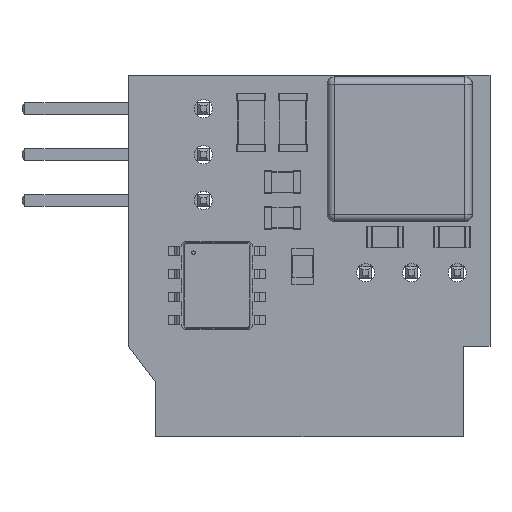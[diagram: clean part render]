
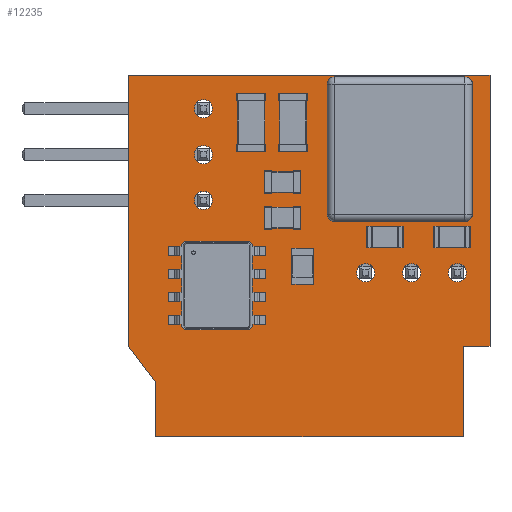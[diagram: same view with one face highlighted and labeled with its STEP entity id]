
A CAD part, top view. The second image highlights one B-rep face of the part: STEP entity #12235.
In plain terms, the highlighted planar face has unit normal (0, 0, 1).
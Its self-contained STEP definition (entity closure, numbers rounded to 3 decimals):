
#11937 = VERTEX_POINT('',#11938);
#11938 = CARTESIAN_POINT('',(45.,-40.,1.606));
#11944 = EDGE_CURVE('',#11937,#11945,#11947,.T.);
#11945 = VERTEX_POINT('',#11946);
#11946 = CARTESIAN_POINT('',(43.515,-40.,1.606));
#11947 = LINE('',#11948,#11949);
#11948 = CARTESIAN_POINT('',(45.,-40.,1.606));
#11949 = VECTOR('',#11950,1.);
#11950 = DIRECTION('',(-1.,0.,0.));
#11977 = VERTEX_POINT('',#11978);
#11978 = CARTESIAN_POINT('',(45.,-25.,1.606));
#11984 = EDGE_CURVE('',#11977,#11937,#11985,.T.);
#11985 = LINE('',#11986,#11987);
#11986 = CARTESIAN_POINT('',(45.,-25.,1.606));
#11987 = VECTOR('',#11988,1.);
#11988 = DIRECTION('',(0.,-1.,0.));
#12006 = EDGE_CURVE('',#11945,#12007,#12009,.T.);
#12007 = VERTEX_POINT('',#12008);
#12008 = CARTESIAN_POINT('',(43.515,-45.,1.606));
#12009 = LINE('',#12010,#12011);
#12010 = CARTESIAN_POINT('',(43.515,-40.,1.606));
#12011 = VECTOR('',#12012,1.);
#12012 = DIRECTION('',(0.,-1.,0.));
#12235 = ADVANCED_FACE('',(#12236,#12279,#12290,#12301,#12312,#12323,
    #12334,#12345,#12356,#12367,#12378,#12389,#12400,#12411,#12422),
  #12433,.F.);
#12236 = FACE_BOUND('',#12237,.F.);
#12237 = EDGE_LOOP('',(#12238,#12239,#12240,#12248,#12256,#12264,#12272,
    #12278));
#12238 = ORIENTED_EDGE('',*,*,#11944,.T.);
#12239 = ORIENTED_EDGE('',*,*,#12006,.T.);
#12240 = ORIENTED_EDGE('',*,*,#12241,.T.);
#12241 = EDGE_CURVE('',#12007,#12242,#12244,.T.);
#12242 = VERTEX_POINT('',#12243);
#12243 = CARTESIAN_POINT('',(26.515,-45.,1.606));
#12244 = LINE('',#12245,#12246);
#12245 = CARTESIAN_POINT('',(43.515,-45.,1.606));
#12246 = VECTOR('',#12247,1.);
#12247 = DIRECTION('',(-1.,0.,0.));
#12248 = ORIENTED_EDGE('',*,*,#12249,.T.);
#12249 = EDGE_CURVE('',#12242,#12250,#12252,.T.);
#12250 = VERTEX_POINT('',#12251);
#12251 = CARTESIAN_POINT('',(26.515,-42.,1.606));
#12252 = LINE('',#12253,#12254);
#12253 = CARTESIAN_POINT('',(26.515,-45.,1.606));
#12254 = VECTOR('',#12255,1.);
#12255 = DIRECTION('',(0.,1.,0.));
#12256 = ORIENTED_EDGE('',*,*,#12257,.T.);
#12257 = EDGE_CURVE('',#12250,#12258,#12260,.T.);
#12258 = VERTEX_POINT('',#12259);
#12259 = CARTESIAN_POINT('',(25.,-40.,1.606));
#12260 = LINE('',#12261,#12262);
#12261 = CARTESIAN_POINT('',(26.515,-42.,1.606));
#12262 = VECTOR('',#12263,1.);
#12263 = DIRECTION('',(-0.604,0.797,0.));
#12264 = ORIENTED_EDGE('',*,*,#12265,.T.);
#12265 = EDGE_CURVE('',#12258,#12266,#12268,.T.);
#12266 = VERTEX_POINT('',#12267);
#12267 = CARTESIAN_POINT('',(25.,-25.,1.606));
#12268 = LINE('',#12269,#12270);
#12269 = CARTESIAN_POINT('',(25.,-40.,1.606));
#12270 = VECTOR('',#12271,1.);
#12271 = DIRECTION('',(0.,1.,0.));
#12272 = ORIENTED_EDGE('',*,*,#12273,.T.);
#12273 = EDGE_CURVE('',#12266,#11977,#12274,.T.);
#12274 = LINE('',#12275,#12276);
#12275 = CARTESIAN_POINT('',(25.,-25.,1.606));
#12276 = VECTOR('',#12277,1.);
#12277 = DIRECTION('',(1.,0.,0.));
#12278 = ORIENTED_EDGE('',*,*,#11984,.T.);
#12279 = FACE_BOUND('',#12280,.F.);
#12280 = EDGE_LOOP('',(#12281));
#12281 = ORIENTED_EDGE('',*,*,#12282,.F.);
#12282 = EDGE_CURVE('',#12283,#12283,#12285,.T.);
#12283 = VERTEX_POINT('',#12284);
#12284 = CARTESIAN_POINT('',(43.2,-36.43,1.606));
#12285 = CIRCLE('',#12286,0.5);
#12286 = AXIS2_PLACEMENT_3D('',#12287,#12288,#12289);
#12287 = CARTESIAN_POINT('',(43.2,-35.93,1.606));
#12288 = DIRECTION('',(-0.,0.,-1.));
#12289 = DIRECTION('',(-0.,-1.,0.));
#12290 = FACE_BOUND('',#12291,.F.);
#12291 = EDGE_LOOP('',(#12292));
#12292 = ORIENTED_EDGE('',*,*,#12293,.F.);
#12293 = EDGE_CURVE('',#12294,#12294,#12296,.T.);
#12294 = VERTEX_POINT('',#12295);
#12295 = CARTESIAN_POINT('',(40.66,-36.43,1.606));
#12296 = CIRCLE('',#12297,0.5);
#12297 = AXIS2_PLACEMENT_3D('',#12298,#12299,#12300);
#12298 = CARTESIAN_POINT('',(40.66,-35.93,1.606));
#12299 = DIRECTION('',(-0.,0.,-1.));
#12300 = DIRECTION('',(-0.,-1.,0.));
#12301 = FACE_BOUND('',#12302,.F.);
#12302 = EDGE_LOOP('',(#12303));
#12303 = ORIENTED_EDGE('',*,*,#12304,.F.);
#12304 = EDGE_CURVE('',#12305,#12305,#12307,.T.);
#12305 = VERTEX_POINT('',#12306);
#12306 = CARTESIAN_POINT('',(38.12,-36.43,1.606));
#12307 = CIRCLE('',#12308,0.5);
#12308 = AXIS2_PLACEMENT_3D('',#12309,#12310,#12311);
#12309 = CARTESIAN_POINT('',(38.12,-35.93,1.606));
#12310 = DIRECTION('',(-0.,0.,-1.));
#12311 = DIRECTION('',(-0.,-1.,0.));
#12312 = FACE_BOUND('',#12313,.F.);
#12313 = EDGE_LOOP('',(#12314));
#12314 = ORIENTED_EDGE('',*,*,#12315,.F.);
#12315 = EDGE_CURVE('',#12316,#12316,#12318,.T.);
#12316 = VERTEX_POINT('',#12317);
#12317 = CARTESIAN_POINT('',(30.5,-38.58,1.606));
#12318 = CIRCLE('',#12319,0.15);
#12319 = AXIS2_PLACEMENT_3D('',#12320,#12321,#12322);
#12320 = CARTESIAN_POINT('',(30.5,-38.43,1.606));
#12321 = DIRECTION('',(-0.,0.,-1.));
#12322 = DIRECTION('',(-0.,-1.,0.));
#12323 = FACE_BOUND('',#12324,.F.);
#12324 = EDGE_LOOP('',(#12325));
#12325 = ORIENTED_EDGE('',*,*,#12326,.F.);
#12326 = EDGE_CURVE('',#12327,#12327,#12329,.T.);
#12327 = VERTEX_POINT('',#12328);
#12328 = CARTESIAN_POINT('',(29.3,-38.58,1.606));
#12329 = CIRCLE('',#12330,0.15);
#12330 = AXIS2_PLACEMENT_3D('',#12331,#12332,#12333);
#12331 = CARTESIAN_POINT('',(29.3,-38.43,1.606));
#12332 = DIRECTION('',(-0.,0.,-1.));
#12333 = DIRECTION('',(0.,-1.,-0.));
#12334 = FACE_BOUND('',#12335,.F.);
#12335 = EDGE_LOOP('',(#12336));
#12336 = ORIENTED_EDGE('',*,*,#12337,.F.);
#12337 = EDGE_CURVE('',#12338,#12338,#12340,.T.);
#12338 = VERTEX_POINT('',#12339);
#12339 = CARTESIAN_POINT('',(30.5,-37.48,1.606));
#12340 = CIRCLE('',#12341,0.15);
#12341 = AXIS2_PLACEMENT_3D('',#12342,#12343,#12344);
#12342 = CARTESIAN_POINT('',(30.5,-37.33,1.606));
#12343 = DIRECTION('',(-0.,0.,-1.));
#12344 = DIRECTION('',(-0.,-1.,0.));
#12345 = FACE_BOUND('',#12346,.F.);
#12346 = EDGE_LOOP('',(#12347));
#12347 = ORIENTED_EDGE('',*,*,#12348,.F.);
#12348 = EDGE_CURVE('',#12349,#12349,#12351,.T.);
#12349 = VERTEX_POINT('',#12350);
#12350 = CARTESIAN_POINT('',(29.3,-37.48,1.606));
#12351 = CIRCLE('',#12352,0.15);
#12352 = AXIS2_PLACEMENT_3D('',#12353,#12354,#12355);
#12353 = CARTESIAN_POINT('',(29.3,-37.33,1.606));
#12354 = DIRECTION('',(-0.,0.,-1.));
#12355 = DIRECTION('',(0.,-1.,-0.));
#12356 = FACE_BOUND('',#12357,.F.);
#12357 = EDGE_LOOP('',(#12358));
#12358 = ORIENTED_EDGE('',*,*,#12359,.F.);
#12359 = EDGE_CURVE('',#12360,#12360,#12362,.T.);
#12360 = VERTEX_POINT('',#12361);
#12361 = CARTESIAN_POINT('',(30.5,-36.18,1.606));
#12362 = CIRCLE('',#12363,0.15);
#12363 = AXIS2_PLACEMENT_3D('',#12364,#12365,#12366);
#12364 = CARTESIAN_POINT('',(30.5,-36.03,1.606));
#12365 = DIRECTION('',(-0.,0.,-1.));
#12366 = DIRECTION('',(-0.,-1.,0.));
#12367 = FACE_BOUND('',#12368,.F.);
#12368 = EDGE_LOOP('',(#12369));
#12369 = ORIENTED_EDGE('',*,*,#12370,.F.);
#12370 = EDGE_CURVE('',#12371,#12371,#12373,.T.);
#12371 = VERTEX_POINT('',#12372);
#12372 = CARTESIAN_POINT('',(29.3,-36.18,1.606));
#12373 = CIRCLE('',#12374,0.15);
#12374 = AXIS2_PLACEMENT_3D('',#12375,#12376,#12377);
#12375 = CARTESIAN_POINT('',(29.3,-36.03,1.606));
#12376 = DIRECTION('',(-0.,0.,-1.));
#12377 = DIRECTION('',(0.,-1.,-0.));
#12378 = FACE_BOUND('',#12379,.F.);
#12379 = EDGE_LOOP('',(#12380));
#12380 = ORIENTED_EDGE('',*,*,#12381,.F.);
#12381 = EDGE_CURVE('',#12382,#12382,#12384,.T.);
#12382 = VERTEX_POINT('',#12383);
#12383 = CARTESIAN_POINT('',(30.5,-34.98,1.606));
#12384 = CIRCLE('',#12385,0.15);
#12385 = AXIS2_PLACEMENT_3D('',#12386,#12387,#12388);
#12386 = CARTESIAN_POINT('',(30.5,-34.83,1.606));
#12387 = DIRECTION('',(-0.,0.,-1.));
#12388 = DIRECTION('',(-0.,-1.,0.));
#12389 = FACE_BOUND('',#12390,.F.);
#12390 = EDGE_LOOP('',(#12391));
#12391 = ORIENTED_EDGE('',*,*,#12392,.F.);
#12392 = EDGE_CURVE('',#12393,#12393,#12395,.T.);
#12393 = VERTEX_POINT('',#12394);
#12394 = CARTESIAN_POINT('',(29.3,-34.98,1.606));
#12395 = CIRCLE('',#12396,0.15);
#12396 = AXIS2_PLACEMENT_3D('',#12397,#12398,#12399);
#12397 = CARTESIAN_POINT('',(29.3,-34.83,1.606));
#12398 = DIRECTION('',(-0.,0.,-1.));
#12399 = DIRECTION('',(0.,-1.,-0.));
#12400 = FACE_BOUND('',#12401,.F.);
#12401 = EDGE_LOOP('',(#12402));
#12402 = ORIENTED_EDGE('',*,*,#12403,.F.);
#12403 = EDGE_CURVE('',#12404,#12404,#12406,.T.);
#12404 = VERTEX_POINT('',#12405);
#12405 = CARTESIAN_POINT('',(29.15,-32.43,1.606));
#12406 = CIRCLE('',#12407,0.5);
#12407 = AXIS2_PLACEMENT_3D('',#12408,#12409,#12410);
#12408 = CARTESIAN_POINT('',(29.15,-31.93,1.606));
#12409 = DIRECTION('',(-0.,0.,-1.));
#12410 = DIRECTION('',(-0.,-1.,0.));
#12411 = FACE_BOUND('',#12412,.F.);
#12412 = EDGE_LOOP('',(#12413));
#12413 = ORIENTED_EDGE('',*,*,#12414,.F.);
#12414 = EDGE_CURVE('',#12415,#12415,#12417,.T.);
#12415 = VERTEX_POINT('',#12416);
#12416 = CARTESIAN_POINT('',(29.15,-29.89,1.606));
#12417 = CIRCLE('',#12418,0.5);
#12418 = AXIS2_PLACEMENT_3D('',#12419,#12420,#12421);
#12419 = CARTESIAN_POINT('',(29.15,-29.39,1.606));
#12420 = DIRECTION('',(-0.,0.,-1.));
#12421 = DIRECTION('',(-0.,-1.,0.));
#12422 = FACE_BOUND('',#12423,.F.);
#12423 = EDGE_LOOP('',(#12424));
#12424 = ORIENTED_EDGE('',*,*,#12425,.F.);
#12425 = EDGE_CURVE('',#12426,#12426,#12428,.T.);
#12426 = VERTEX_POINT('',#12427);
#12427 = CARTESIAN_POINT('',(29.15,-27.35,1.606));
#12428 = CIRCLE('',#12429,0.5);
#12429 = AXIS2_PLACEMENT_3D('',#12430,#12431,#12432);
#12430 = CARTESIAN_POINT('',(29.15,-26.85,1.606));
#12431 = DIRECTION('',(-0.,0.,-1.));
#12432 = DIRECTION('',(-0.,-1.,0.));
#12433 = PLANE('',#12434);
#12434 = AXIS2_PLACEMENT_3D('',#12435,#12436,#12437);
#12435 = CARTESIAN_POINT('',(35.1,-34.753,1.606));
#12436 = DIRECTION('',(-0.,-0.,-1.));
#12437 = DIRECTION('',(-1.,0.,0.));
